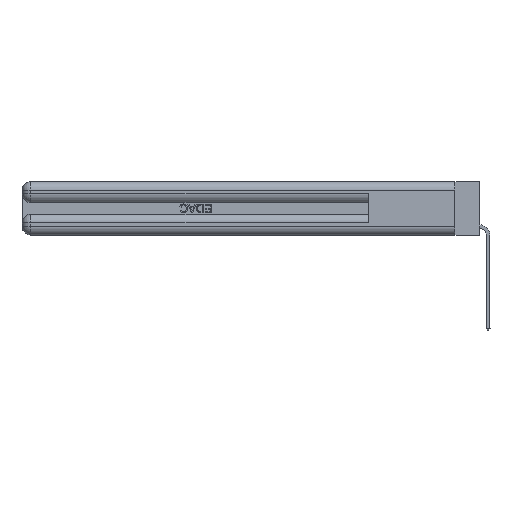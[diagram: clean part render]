
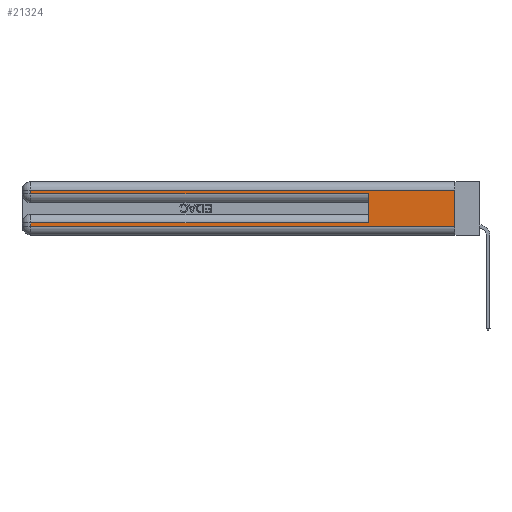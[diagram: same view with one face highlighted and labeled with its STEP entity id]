
A CAD part, left-side view. The second image highlights one B-rep face of the part: STEP entity #21324.
In plain terms, the highlighted planar face has unit normal (-1, 0, 0).
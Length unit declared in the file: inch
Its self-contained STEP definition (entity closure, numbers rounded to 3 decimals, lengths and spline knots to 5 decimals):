
#769 = VECTOR ( 'NONE', #29898, 39.37008 ) ;
#1054 = VERTEX_POINT ( 'NONE', #3455 ) ;
#2435 = CARTESIAN_POINT ( 'NONE',  ( 0., 2.94, 0.06 ) ) ;
#3313 = DIRECTION ( 'NONE',  ( 0., 0., -1. ) ) ;
#3455 = CARTESIAN_POINT ( 'NONE',  ( 0., 0.6, 0.285 ) ) ;
#3457 = CARTESIAN_POINT ( 'NONE',  ( 0., 0., 0.06 ) ) ;
#3817 = VERTEX_POINT ( 'NONE', #12212 ) ;
#3978 = ORIENTED_EDGE ( 'NONE', *, *, #13220, .F. ) ;
#4609 = ORIENTED_EDGE ( 'NONE', *, *, #25943, .T. ) ;
#6141 = CARTESIAN_POINT ( 'NONE',  ( 0., 0., 0.31 ) ) ;
#6262 = DIRECTION ( 'NONE',  ( 0., 0., -1. ) ) ;
#6595 = EDGE_LOOP ( 'NONE', ( #23563, #31432, #18613, #6780, #3978, #4609, #8404, #7298 ) ) ;
#6780 = ORIENTED_EDGE ( 'NONE', *, *, #26820, .T. ) ;
#6922 = DIRECTION ( 'NONE',  ( 0., 1., 0. ) ) ;
#7298 = ORIENTED_EDGE ( 'NONE', *, *, #21399, .T. ) ;
#7872 = CARTESIAN_POINT ( 'NONE',  ( 0., 2.94, 0.085 ) ) ;
#8073 = CARTESIAN_POINT ( 'NONE',  ( 0., 2.94, 0.31 ) ) ;
#8129 = VERTEX_POINT ( 'NONE', #6141 ) ;
#8198 = DIRECTION ( 'NONE',  ( 0., 1., 0. ) ) ;
#8404 = ORIENTED_EDGE ( 'NONE', *, *, #33606, .T. ) ;
#9273 = DIRECTION ( 'NONE',  ( 1., 0., 0. ) ) ;
#9506 = CARTESIAN_POINT ( 'NONE',  ( 0., 0., 0.285 ) ) ;
#9717 = VERTEX_POINT ( 'NONE', #7872 ) ;
#9811 = DIRECTION ( 'NONE',  ( 0., 0., -1. ) ) ;
#10074 = DIRECTION ( 'NONE',  ( 0., 0., 1. ) ) ;
#10319 = EDGE_CURVE ( 'NONE', #12698, #3817, #33019, .T. ) ;
#11959 = LINE ( 'NONE', #19734, #15464 ) ;
#12039 = LINE ( 'NONE', #22615, #25072 ) ;
#12212 = CARTESIAN_POINT ( 'NONE',  ( 0., 2.94, 0.285 ) ) ;
#12689 = VERTEX_POINT ( 'NONE', #2435 ) ;
#12698 = VERTEX_POINT ( 'NONE', #8073 ) ;
#12976 = CARTESIAN_POINT ( 'NONE',  ( 0., 0., 0.085 ) ) ;
#13220 = EDGE_CURVE ( 'NONE', #31631, #1054, #28909, .T. ) ;
#14068 = LINE ( 'NONE', #33067, #769 ) ;
#14562 = FACE_OUTER_BOUND ( 'NONE', #6595, .T. ) ;
#15189 = EDGE_CURVE ( 'NONE', #8129, #24306, #11959, .T. ) ;
#15464 = VECTOR ( 'NONE', #9811, 39.37008 ) ;
#16714 = CARTESIAN_POINT ( 'NONE',  ( 0., 2.94, 0.37 ) ) ;
#16833 = CARTESIAN_POINT ( 'NONE',  ( 0., 2.94, 0.37 ) ) ;
#18613 = ORIENTED_EDGE ( 'NONE', *, *, #10319, .T. ) ;
#19507 = DIRECTION ( 'NONE',  ( 0., 0., -1. ) ) ;
#19734 = CARTESIAN_POINT ( 'NONE',  ( 0., 0., 0.37 ) ) ;
#20125 = VECTOR ( 'NONE', #20772, 39.37008 ) ;
#20772 = DIRECTION ( 'NONE',  ( 0., -1., 0. ) ) ;
#21324 = ADVANCED_FACE ( 'NONE', ( #14562 ), #22666, .F. ) ;
#21399 = EDGE_CURVE ( 'NONE', #12689, #24306, #14068, .T. ) ;
#22021 = CARTESIAN_POINT ( 'NONE',  ( 0., 0.6, 0.085 ) ) ;
#22615 = CARTESIAN_POINT ( 'NONE',  ( 0., 0., 0.31 ) ) ;
#22666 = PLANE ( 'NONE',  #23271 ) ;
#23271 = AXIS2_PLACEMENT_3D ( 'NONE', #33387, #9273, #19507 ) ;
#23563 = ORIENTED_EDGE ( 'NONE', *, *, #15189, .F. ) ;
#24306 = VERTEX_POINT ( 'NONE', #3457 ) ;
#24904 = EDGE_CURVE ( 'NONE', #8129, #12698, #12039, .T. ) ;
#25072 = VECTOR ( 'NONE', #6922, 39.37008 ) ;
#25943 = EDGE_CURVE ( 'NONE', #31631, #9717, #32315, .T. ) ;
#26820 = EDGE_CURVE ( 'NONE', #3817, #1054, #34140, .T. ) ;
#27354 = VECTOR ( 'NONE', #8198, 39.37008 ) ;
#28218 = CARTESIAN_POINT ( 'NONE',  ( 0., 0.6, 0.145 ) ) ;
#28310 = VECTOR ( 'NONE', #10074, 39.37008 ) ;
#28909 = LINE ( 'NONE', #28218, #28310 ) ;
#29898 = DIRECTION ( 'NONE',  ( 0., -1., 0. ) ) ;
#30253 = LINE ( 'NONE', #16714, #32986 ) ;
#31432 = ORIENTED_EDGE ( 'NONE', *, *, #24904, .T. ) ;
#31631 = VERTEX_POINT ( 'NONE', #22021 ) ;
#32315 = LINE ( 'NONE', #12976, #27354 ) ;
#32986 = VECTOR ( 'NONE', #3313, 39.37008 ) ;
#33019 = LINE ( 'NONE', #16833, #33312 ) ;
#33067 = CARTESIAN_POINT ( 'NONE',  ( 0., 0., 0.06 ) ) ;
#33312 = VECTOR ( 'NONE', #6262, 39.37008 ) ;
#33387 = CARTESIAN_POINT ( 'NONE',  ( 0., 0., 0.37 ) ) ;
#33606 = EDGE_CURVE ( 'NONE', #9717, #12689, #30253, .T. ) ;
#34140 = LINE ( 'NONE', #9506, #20125 ) ;
